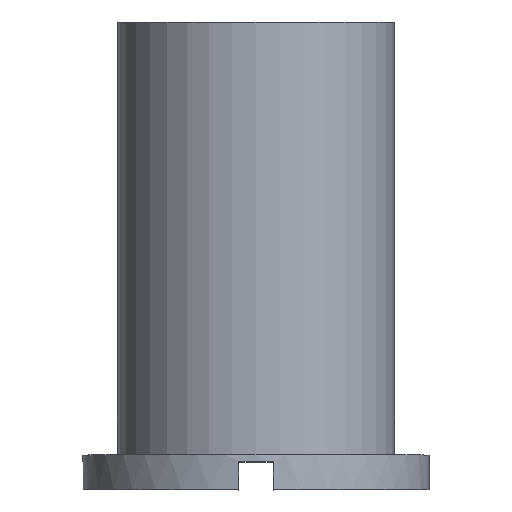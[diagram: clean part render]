
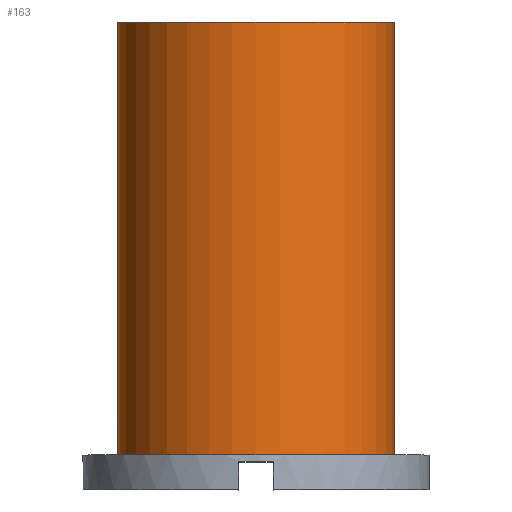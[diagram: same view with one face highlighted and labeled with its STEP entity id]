
A CAD part, top view. The second image highlights one B-rep face of the part: STEP entity #163.
In plain terms, the highlighted cylindrical face has radius 4 mm (diameter 8 mm), a full revolution.
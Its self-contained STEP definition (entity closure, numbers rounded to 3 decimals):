
#37=CYLINDRICAL_SURFACE($,#185,4.);
#41=FACE_BOUND($,#68,.T.);
#55=FACE_OUTER_BOUND($,#67,.T.);
#67=EDGE_LOOP($,(#138));
#68=EDGE_LOOP($,(#139));
#82=CIRCLE($,#186,4.);
#83=CIRCLE($,#187,4.);
#96=VERTEX_POINT($,#282);
#97=VERTEX_POINT($,#284);
#114=EDGE_CURVE($,#96,#96,#82,.T.);
#115=EDGE_CURVE($,#97,#97,#83,.T.);
#138=ORIENTED_EDGE($,*,*,#114,.F.);
#139=ORIENTED_EDGE($,*,*,#115,.T.);
#163=ADVANCED_FACE($,(#55,#41),#37,.T.);
#185=AXIS2_PLACEMENT_3D($,#281,#232,#233);
#186=AXIS2_PLACEMENT_3D($,#283,#234,#235);
#187=AXIS2_PLACEMENT_3D($,#285,#236,#237);
#232=DIRECTION('center_axis',(0.,-1.,0.));
#233=DIRECTION('ref_axis',(1.,0.,0.));
#234=DIRECTION('center_axis',(0.,-1.,0.));
#235=DIRECTION('ref_axis',(1.,0.,0.));
#236=DIRECTION('center_axis',(0.,-1.,0.));
#237=DIRECTION('ref_axis',(1.,0.,0.));
#281=CARTESIAN_POINT('Origin',(0.,7.25,0.));
#282=CARTESIAN_POINT('',(4.,1.,0.));
#283=CARTESIAN_POINT('Origin',(0.,1.,0.));
#284=CARTESIAN_POINT('',(4.,13.5,0.));
#285=CARTESIAN_POINT('Origin',(0.,13.5,0.));
